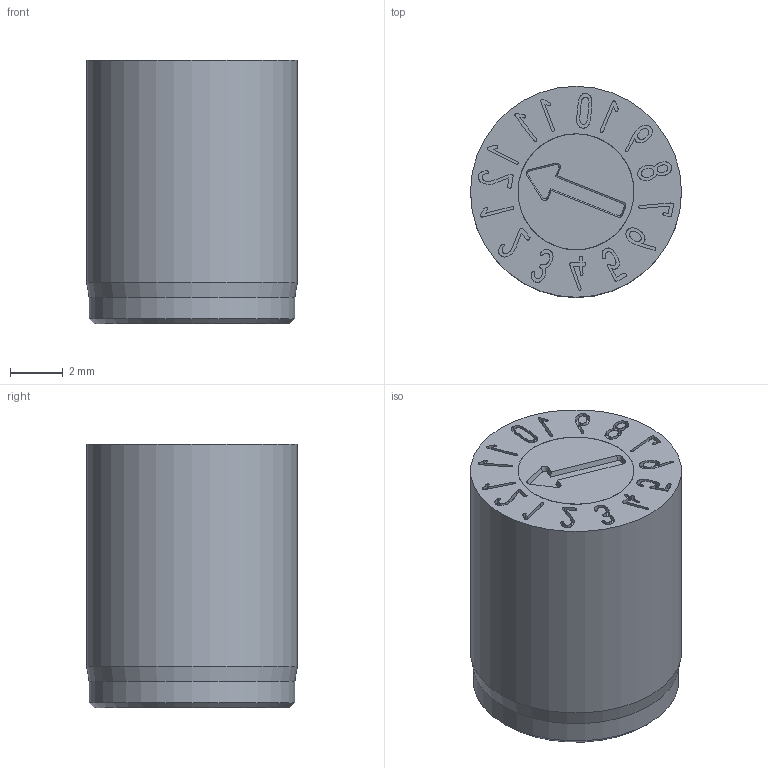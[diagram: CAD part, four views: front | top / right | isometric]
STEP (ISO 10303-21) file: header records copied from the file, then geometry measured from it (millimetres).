
FILE_DESCRIPTION(/* description */ (''),/* implementation_level */ '2;1');
FILE_NAME(/* name */ 'Dati-1300_B$8$00.stp',/* time_stamp */ '2025-08-18T16:45:53+02:00',/* author */ ('olafg'),/* organization */ (''),/* preprocessor_version */ 'ST-DEVELOPER v20',/* originating_system */ 'Autodesk Inventor 2024',/* authorisation */ '');
FILE_SCHEMA (('AUTOMOTIVE_DESIGN { 1 0 10303 214 3 1 1 }'));
Length unit declared in the file: millimetre
Products named in the file (3): Zusammenbau 1008; 1008-01-00 Hülse; 1308-05-00 Stelleinsatz
Assembly tree (2 placements, depth 2):
  Zusammenbau 1008
    1008-01-00 Hülse
    1308-05-00 Stelleinsatz
Bounding box: 8 x 8 x 10 mm (x, y, z)
Volume: 440.9 mm3; surface area: 587.4 mm2
Topology: 2 solids, 2 shells, 304 faces, 827 edges, 550 vertices
Faces by surface type: bspline 182, plane 104, cone 11, cylinder 6, torus 1
Full cylindrical faces by diameter (mm): 2.3 x2, 4.4 x2, 7.8 x1, 8 x1
Entity records: 10643 total; most frequent: CARTESIAN_POINT 4080, ORIENTED_EDGE 1654, EDGE_CURVE 827, DIRECTION 750, VERTEX_POINT 550, LINE 430, VECTOR 430, B_SPLINE_CURVE_WITH_KNOTS 364
